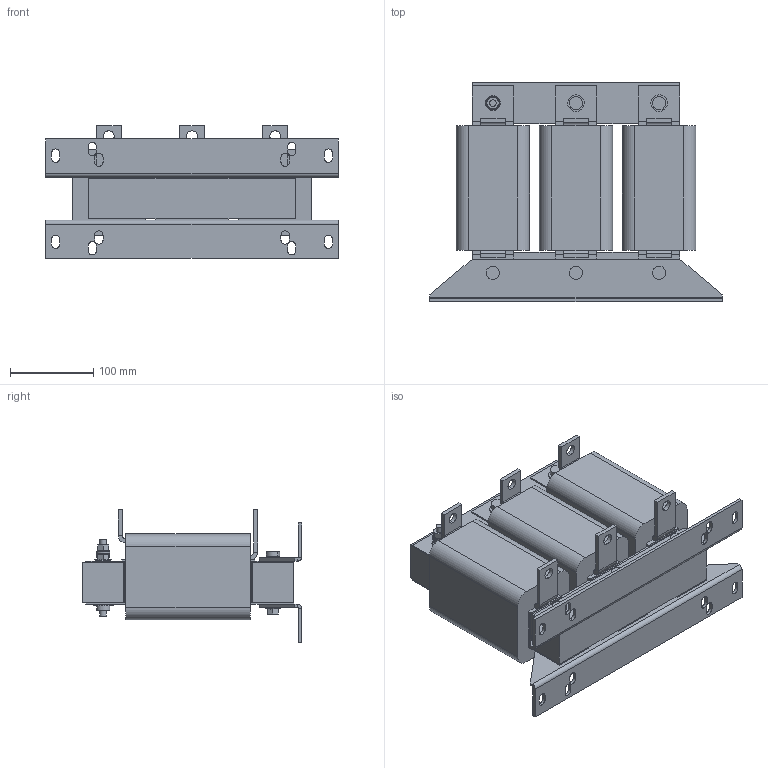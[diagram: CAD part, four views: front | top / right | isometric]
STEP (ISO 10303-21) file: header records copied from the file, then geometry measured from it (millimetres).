
FILE_DESCRIPTION (( 'STEP AP214' ), '1' );
FILE_NAME ('796960.STEP', '2023-10-24T07:48:22', ( '' ), ( '' ), 'SwSTEP 2.0', 'SolidWorks 2022', '' );
FILE_SCHEMA (( 'AUTOMOTIVE_DESIGN' ));
Length unit declared in the file: millimetre
Products named in the file (1): 796960
Bounding box: 352 x 263.75 x 159.5 mm (x, y, z)
Volume: 5597478.6 mm3; surface area: 455709.8 mm2
Topology: 1 solids, 1 shells, 465 faces, 1185 edges, 736 vertices
Faces by surface type: plane 315, cylinder 126, torus 12, cone 12
Entity records: 14193 total; most frequent: CARTESIAN_POINT 2699, ORIENTED_EDGE 2370, DIRECTION 2369, EDGE_CURVE 1185, LINE 837, VECTOR 837, AXIS2_PLACEMENT_3D 766, VERTEX_POINT 736
